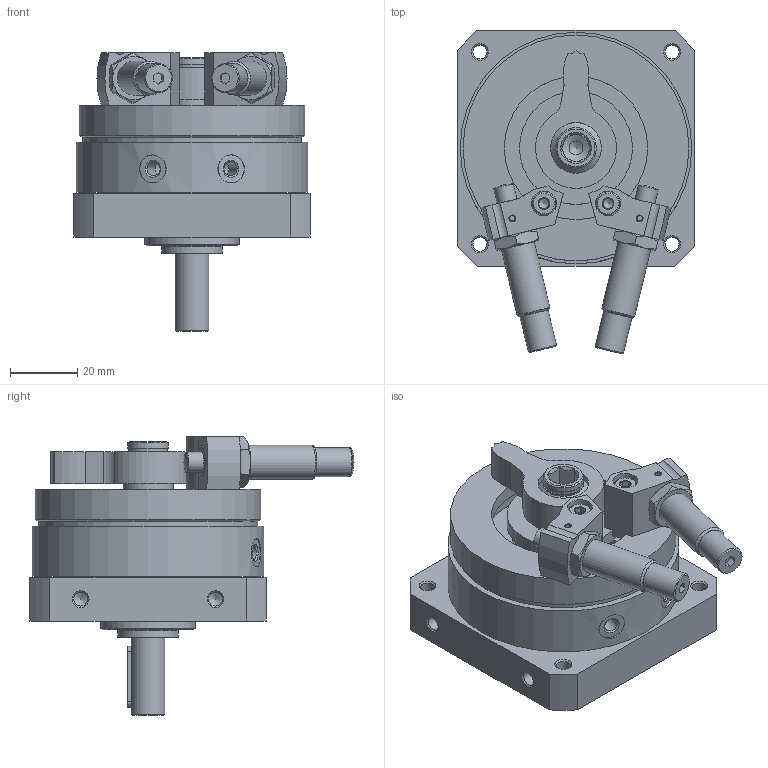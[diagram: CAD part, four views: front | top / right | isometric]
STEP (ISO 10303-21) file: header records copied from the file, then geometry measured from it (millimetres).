
FILE_DESCRIPTION(/* description */ ('STEP AP214'),/* implementation_level */ '2;1');
FILE_NAME(/* name */ '547576_DSM-16-270-CC-A-B',/* time_stamp */ '2024-08-21T18:14:34+02:00',/* author */ ('License CC BY-ND 4.0'),/* organization */ ('CADENAS'),/* preprocessor_version */ 'ST-DEVELOPER v19.3',/* originating_system */ 'PARTsolutions',/* authorisation */ ' ');
FILE_SCHEMA (('AUTOMOTIVE_DESIGN {1 0 10303 214 3 1 1}'));
Length unit declared in the file: millimetre
Products named in the file (9): 547576 DSM-16-270-CC-A-B--(0); 547576 DSM-16-270-CC-A-B_G---(B); 704063 DSM-16-BR---(HZ); 548012 DYSC-7-5-Y1F---(SD_0); 342621 DSM-16_NS; DIN-912 - M4x16(F); 396998 YSRW M10X1-3.5-13; 704062 DSM-16-BL---(HZ); 547576 DSM-16-270-CC-A-B_K---(B)
Assembly tree (12 placements, depth 2):
  547576 DSM-16-270-CC-A-B--(0)
    547576 DSM-16-270-CC-A-B_G---(B)
    704063 DSM-16-BR---(HZ)
    548012 DYSC-7-5-Y1F---(SD_0)  x2
    342621 DSM-16_NS  x2
    DIN-912 - M4x16(F)  x2
    396998 YSRW M10X1-3.5-13  x2
    704062 DSM-16-BL---(HZ)
    547576 DSM-16-270-CC-A-B_K---(B)
Bounding box: 70 x 96.08 x 82.7 mm (x, y, z)
Volume: 167934.2 mm3; surface area: 45386.8 mm2
Topology: 12 solids, 14 shells, 343 faces, 773 edges, 482 vertices
Faces by surface type: plane 149, cylinder 106, cone 85, sphere 2, torus 1
Full cylindrical faces by diameter (mm): 1.567 x2, 2.459 x1, 3 x2, 3.2 x1, 3.242 x2, 4 x2, 4.134 x13, 4.5 x2, 6 x4, 7 x2, 7.4 x2, 8.3 x2, 8.6 x2, 8.917 x4, 10 x3, 11.5 x1, 12 x2, 15 x3, 18 x2, 28 x1, 29 x1, 33.5 x1, 42.5 x1, 47 x1, 54 x1, 65 x1, 67 x1, 68.65 x1
Entity records: 7180 total; most frequent: CARTESIAN_POINT 1292, DIRECTION 1247, ORIENTED_EDGE 944, AXIS2_PLACEMENT_3D 527, EDGE_CURVE 472, FACE_BOUND 440, EDGE_LOOP 429, VERTEX_POINT 368
